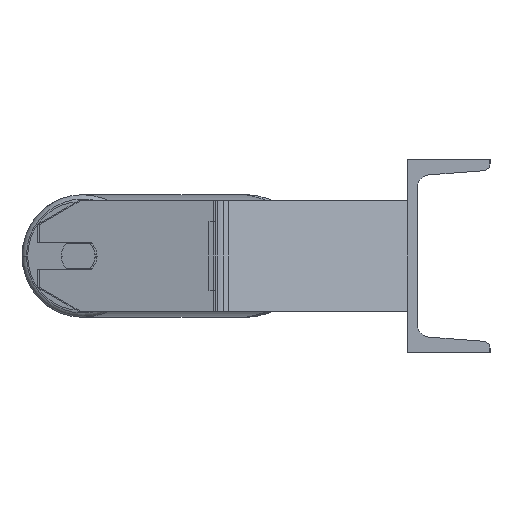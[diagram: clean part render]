
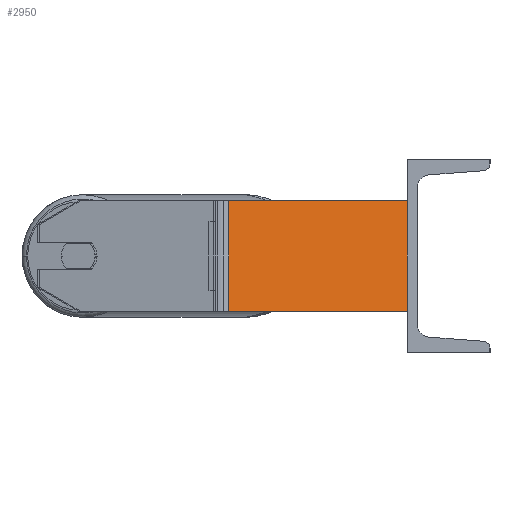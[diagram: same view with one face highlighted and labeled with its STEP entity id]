
A CAD part, left-side view. The second image highlights one B-rep face of the part: STEP entity #2950.
In plain terms, the highlighted planar face has unit normal (-0.866, -0.5, 0).
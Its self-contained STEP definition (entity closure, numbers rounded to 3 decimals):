
#424 = VECTOR ( 'NONE', #3560, 1000. ) ;
#627 = CARTESIAN_POINT ( 'NONE',  ( -985., 0., -40. ) ) ;
#634 = CARTESIAN_POINT ( 'NONE',  ( -1059.92, 129.766, 40. ) ) ;
#1012 = ORIENTED_EDGE ( 'NONE', *, *, #6801, .T. ) ;
#1280 = AXIS2_PLACEMENT_3D ( 'NONE', #6245, #3880, #7460 ) ;
#1314 = CARTESIAN_POINT ( 'NONE',  ( -1059.92, 129.766, -40. ) ) ;
#1405 = LINE ( 'NONE', #4938, #8070 ) ;
#2063 = VECTOR ( 'NONE', #4609, 1000. ) ;
#2950 = ADVANCED_FACE ( 'NONE', ( #5717 ), #4070, .F. ) ;
#3252 = VECTOR ( 'NONE', #6933, 1000. ) ;
#3267 = ORIENTED_EDGE ( 'NONE', *, *, #7914, .F. ) ;
#3560 = DIRECTION ( 'NONE',  ( 0., 0., -1. ) ) ;
#3880 = DIRECTION ( 'NONE',  ( 0.866, 0.5, 0. ) ) ;
#3967 = LINE ( 'NONE', #6735, #2063 ) ;
#4056 = LINE ( 'NONE', #4876, #424 ) ;
#4070 = PLANE ( 'NONE',  #1280 ) ;
#4191 = DIRECTION ( 'NONE',  ( 0., 0., -1. ) ) ;
#4378 = VERTEX_POINT ( 'NONE', #6979 ) ;
#4581 = ORIENTED_EDGE ( 'NONE', *, *, #7592, .T. ) ;
#4609 = DIRECTION ( 'NONE',  ( 0.5, -0.866, 0. ) ) ;
#4876 = CARTESIAN_POINT ( 'NONE',  ( -1059.92, 129.766, 40. ) ) ;
#4938 = CARTESIAN_POINT ( 'NONE',  ( -985., 0., 40. ) ) ;
#5624 = EDGE_LOOP ( 'NONE', ( #4581, #7681, #3267, #1012 ) ) ;
#5717 = FACE_OUTER_BOUND ( 'NONE', #5624, .T. ) ;
#6010 = VERTEX_POINT ( 'NONE', #627 ) ;
#6245 = CARTESIAN_POINT ( 'NONE',  ( -1062.832, 134.809, 40. ) ) ;
#6735 = CARTESIAN_POINT ( 'NONE',  ( -1062.832, 134.809, 40. ) ) ;
#6801 = EDGE_CURVE ( 'NONE', #8951, #8710, #4056, .T. ) ;
#6933 = DIRECTION ( 'NONE',  ( 0.5, -0.866, 0. ) ) ;
#6979 = CARTESIAN_POINT ( 'NONE',  ( -985., 0., 40. ) ) ;
#7460 = DIRECTION ( 'NONE',  ( -0.5, 0.866, 0. ) ) ;
#7592 = EDGE_CURVE ( 'NONE', #8710, #6010, #8187, .T. ) ;
#7671 = EDGE_CURVE ( 'NONE', #4378, #6010, #1405, .T. ) ;
#7681 = ORIENTED_EDGE ( 'NONE', *, *, #7671, .F. ) ;
#7914 = EDGE_CURVE ( 'NONE', #8951, #4378, #3967, .T. ) ;
#8070 = VECTOR ( 'NONE', #4191, 1000. ) ;
#8139 = CARTESIAN_POINT ( 'NONE',  ( -1062.832, 134.809, -40. ) ) ;
#8187 = LINE ( 'NONE', #8139, #3252 ) ;
#8710 = VERTEX_POINT ( 'NONE', #1314 ) ;
#8951 = VERTEX_POINT ( 'NONE', #634 ) ;
